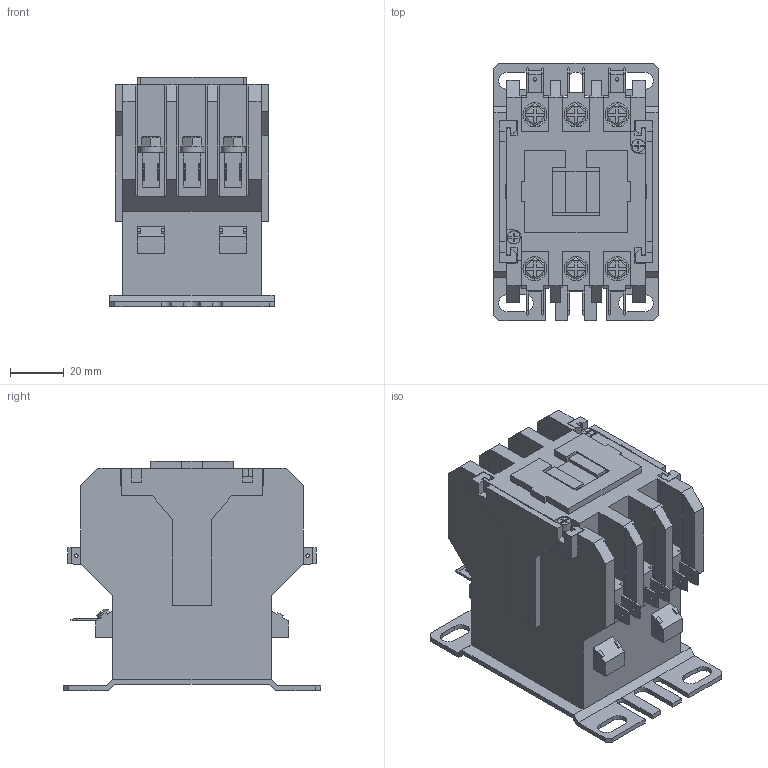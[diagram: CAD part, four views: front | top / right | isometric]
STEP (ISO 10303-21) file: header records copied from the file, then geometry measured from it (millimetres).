
FILE_DESCRIPTION((''),'2;1');
FILE_NAME('C25DND3_.stp','2014-02-11T13:13:06',('E0021267'),(''),'Autodesk Inventor 2013','Autodesk Inventor 2013','');
FILE_SCHEMA(('AUTOMOTIVE_DESIGN { 1 0 10303 214 1 1 1 1 }'));
Length unit declared in the file: inch
Products named in the file (1): C25DND3_
Bounding box: 61 x 95.4 x 85.1 mm (x, y, z)
Volume: 272787.5 mm3; surface area: 49763.5 mm2
Topology: 1 solids, 1 shells, 667 faces, 1945 edges, 1293 vertices
Faces by surface type: plane 611, cylinder 40, cone 12, bspline 4
Full cylindrical faces by diameter (mm): 1.27 x14, 4.826 x2, 5.08 x2, 8.89 x6
Entity records: 21661 total; most frequent: CARTESIAN_POINT 4214, ORIENTED_EDGE 3818, DIRECTION 3258, EDGE_CURVE 1909, VECTOR 1704, LINE 1704, VERTEX_POINT 1281, AXIS2_PLACEMENT_3D 777
